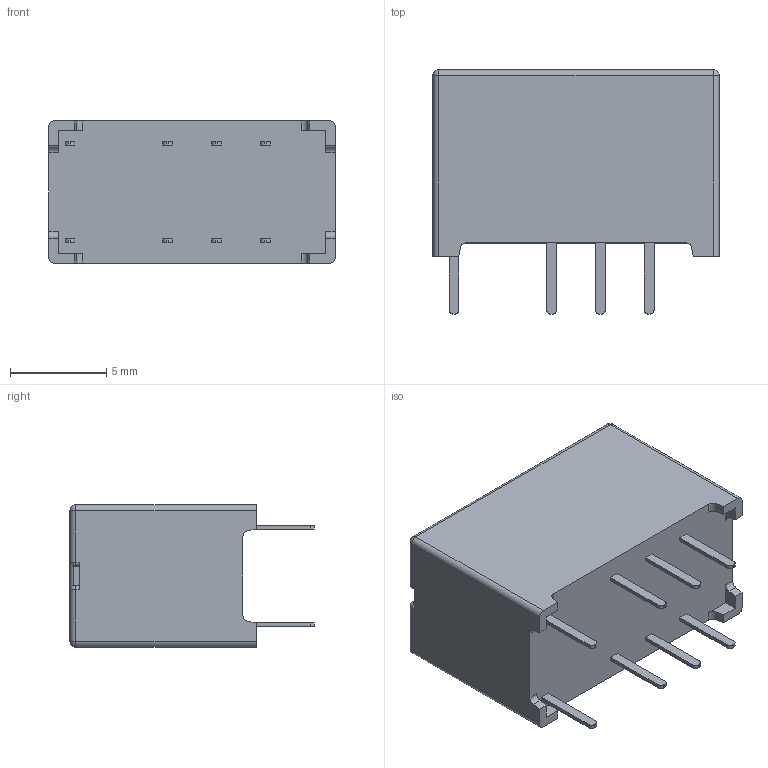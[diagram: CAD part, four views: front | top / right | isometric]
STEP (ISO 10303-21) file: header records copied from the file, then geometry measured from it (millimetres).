
FILE_DESCRIPTION (( 'STEP AP214' ), '1' );
FILE_NAME ('User Library-NA12W-K.STEP', '2018-01-19T11:09:06', ( '' ), ( '' ), 'SwSTEP 2.0', 'SolidWorks 2018', '' );
FILE_SCHEMA (( 'AUTOMOTIVE_DESIGN' ));
Length unit declared in the file: millimetre
Products named in the file (1): User Library-NA12W-K
Bounding box: 14.9 x 12.7 x 7.4 mm (x, y, z)
Volume: 995.2 mm3; surface area: 674.1 mm2
Topology: 1 solids, 1 shells, 469 faces, 1291 edges, 850 vertices
Faces by surface type: plane 310, bspline 103, cylinder 48, sphere 4, torus 4
Entity records: 22971 total; most frequent: CARTESIAN_POINT 7322, ORIENTED_EDGE 2574, DIRECTION 1903, EDGE_CURVE 1287, VECTOR 985, LINE 985, VERTEX_POINT 850, EDGE_LOOP 499
